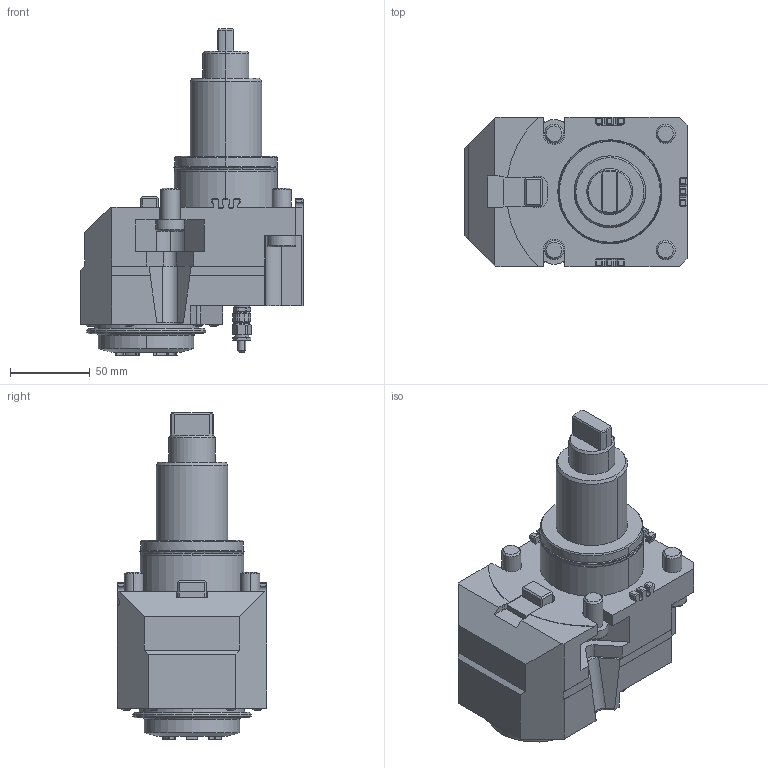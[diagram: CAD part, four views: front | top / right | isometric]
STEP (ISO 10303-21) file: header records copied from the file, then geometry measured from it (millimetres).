
FILE_DESCRIPTION(('HOOPS Exchange Step'),'2;1');
FILE_NAME('Modelcomposition.stp','2024-05-01T08:58:26+00:00',('toolarena-modelservice-ewspro'),('Unknown organisation'),'HOOPS Exchange 2021.2','HOOPS Exchange','Unknown authorisation');
FILE_SCHEMA( ('AP242_MANAGED_MODEL_BASED_3D_ENGINEERING_MIM_LF {1 0 10303 442 1 1 4 }') );
Length unit declared in the file: millimetre
Products named in the file (1): EWS_229161_DIN4003
Bounding box: 139.5 x 94 x 205 mm (x, y, z)
Volume: 1047566.4 mm3; surface area: 86781 mm2
Topology: 1 solids, 1 shells, 524 faces, 1365 edges, 896 vertices
Faces by surface type: plane 306, cylinder 141, cone 50, torus 18, bspline 9
Entity records: 16171 total; most frequent: CARTESIAN_POINT 3126, DIRECTION 2788, ORIENTED_EDGE 2700, EDGE_CURVE 1350, AXIS2_PLACEMENT_3D 970, VERTEX_POINT 867, VECTOR 848, LINE 848
